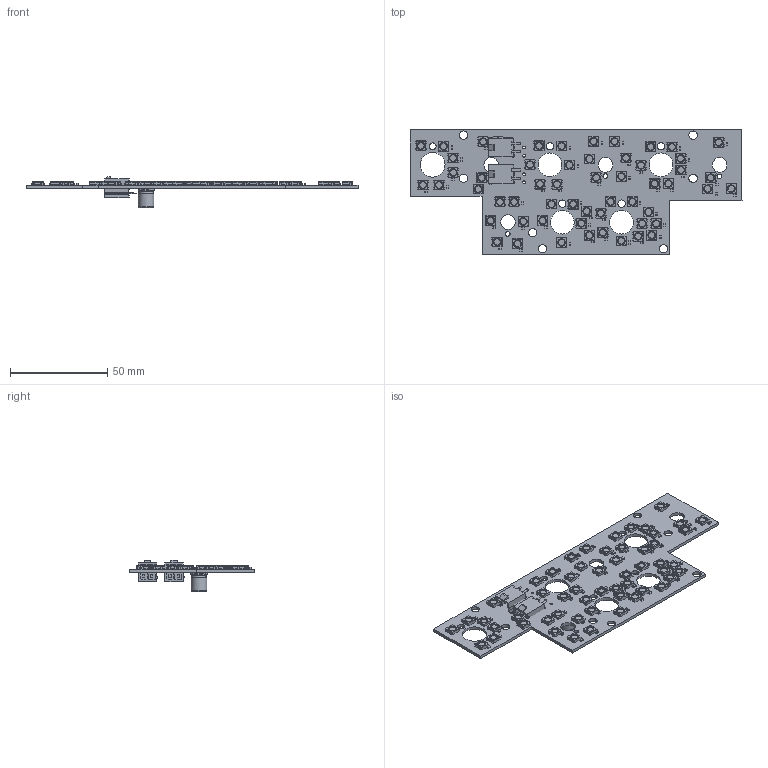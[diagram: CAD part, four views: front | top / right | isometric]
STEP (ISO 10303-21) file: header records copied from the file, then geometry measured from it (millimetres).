
FILE_DESCRIPTION(('KiCad electronic assembly'),'2;1');
FILE_NAME('HUD Panel PCB V1.step','2021-04-17T12:01:27',('An Author'),( 'A Company'),'Open CASCADE STEP processor 6.9', 'KiCad to STEP converter','Unknown');
FILE_SCHEMA(('AUTOMOTIVE_DESIGN { 1 0 10303 214 1 1 1 1 }'));
Length unit declared in the file: millimetre
Products named in the file (10): Open CASCADE STEP translator 6.9 1; C_0603_1608Metric; SOLID; Molex_Mini-Fit_Jr_5566-04A_2x02_P4.20mm_Vertical; LED_WS2812B_PLCC4_5.0x5.0mm_P3.2mm; CP_Elec_8x10; COMPOUND
Assembly tree (110 placements, depth 3):
  Open CASCADE STEP translator 6.9 1
    C_0603_1608Metric  x46
      SOLID
    Molex_Mini-Fit_Jr_5566-04A_2x02_P4.20mm_Vertical  x2
      SOLID
    LED_WS2812B_PLCC4_5.0x5.0mm_P3.2mm  x56
      SOLID
    CP_Elec_8x10
      SOLID
    COMPOUND
Bounding box: 170.79 x 64.47 x 16.2 mm (x, y, z)
Volume: 16536.9 mm3; surface area: 25904.5 mm2
Topology: 106 solids, 106 shells, 5442 faces, 15492 edges, 10211 vertices
Faces by surface type: plane 3548, cylinder 1831, cone 56, torus 4, bspline 2, revolution 1
Full cylindrical faces by diameter (mm): 1.4 x8, 2.38 x1, 2.381 x3, 3.333 x56, 3.572 x1, 3.81 x4, 4.305 x7, 7.54 x1, 7.541 x3, 8 x2, 12.192 x4, 12.7 x1
Entity records: 23927 total; most frequent: CARTESIAN_POINT 4378, DIRECTION 3489, LINE 2213, VECTOR 2213, ORIENTED_EDGE 1702, PCURVE 1702, DEFINITIONAL_REPRESENTATION 1702, EDGE_CURVE 851
